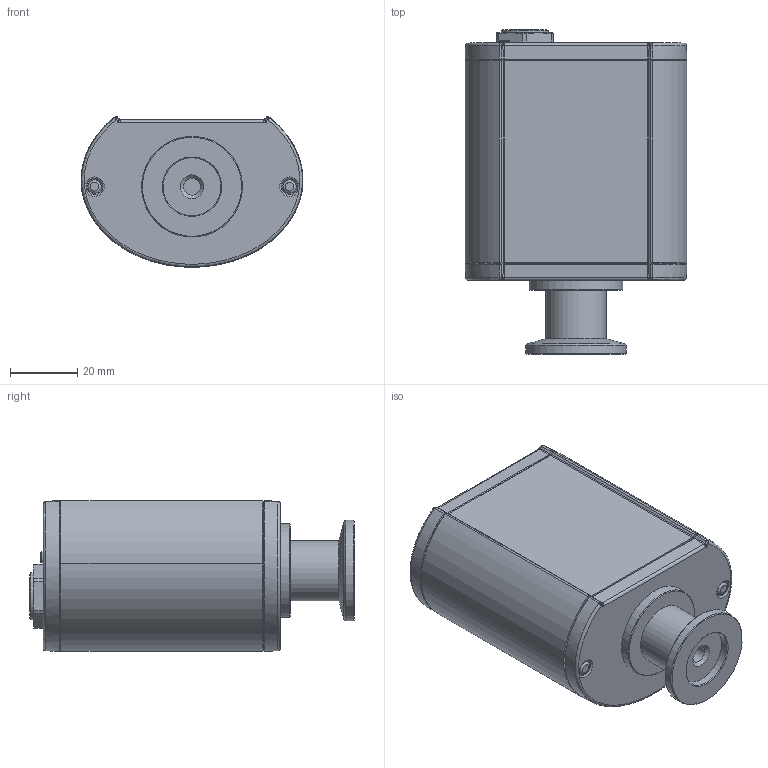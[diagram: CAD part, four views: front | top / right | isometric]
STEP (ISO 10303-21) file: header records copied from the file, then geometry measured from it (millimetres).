
FILE_DESCRIPTION((''),'2;1');
FILE_NAME('PT900001.stp','2014-03-11T14:51:15',('soehngen'),(''),'Autodesk Inventor 2013','Autodesk Inventor 2013','');
FILE_SCHEMA(('AUTOMOTIVE_DESIGN { 1 0 10303 214 1 1 1 1 }'));
Length unit declared in the file: millimetre
Products named in the file (1): PPT_38_130
Bounding box: 66 x 96.6 x 44.84 mm (x, y, z)
Volume: 187162.9 mm3; surface area: 39909.6 mm2
Topology: 12 solids, 12 shells, 1352 faces, 3315 edges, 1983 vertices
Faces by surface type: cylinder 427, plane 398, bspline 349, sphere 88, torus 52, cone 38
Full cylindrical faces by diameter (mm): 1 x2, 1.4 x1, 2.2 x4, 2.54 x1, 3.175 x1, 4 x4, 5 x1, 8 x1, 10 x1, 10.9 x1, 12.8 x1, 13 x1, 14 x2, 17.2 x1, 18 x2, 28 x1, 30 x1
Entity records: 48996 total; most frequent: CARTESIAN_POINT 17453, ORIENTED_EDGE 6320, DIRECTION 6286, EDGE_CURVE 3160, AXIS2_PLACEMENT_3D 2477, VERTEX_POINT 1957, EDGE_LOOP 1488, FACE_OUTER_BOUND 1352
